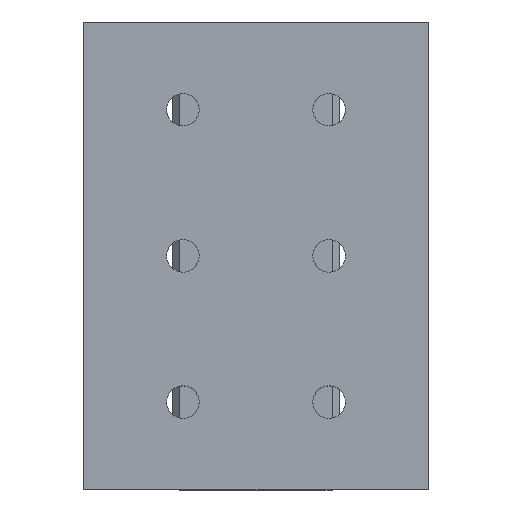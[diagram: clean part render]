
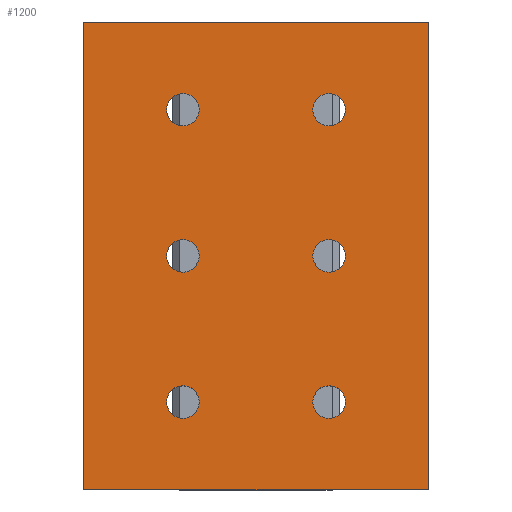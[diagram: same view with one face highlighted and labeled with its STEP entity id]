
A CAD part, top view. The second image highlights one B-rep face of the part: STEP entity #1200.
In plain terms, the highlighted planar face has unit normal (0, 0, 1).
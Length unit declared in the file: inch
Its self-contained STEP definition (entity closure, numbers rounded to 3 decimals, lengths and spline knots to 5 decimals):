
#285=CARTESIAN_POINT('',(-0.243,-0.625,0.14508));
#286=VERTEX_POINT('',#285);
#302=CARTESIAN_POINT('',(-0.382,-0.625,0.14508));
#303=VERTEX_POINT('',#302);
#310=CARTESIAN_POINT('',(-0.3125,-0.625,0.14508));
#311=DIRECTION('',(0.0,0.0,-1.0));
#312=DIRECTION('',(1.0,0.0,0.0));
#313=AXIS2_PLACEMENT_3D('',#310,#311,#312);
#314=CIRCLE('',#313,0.0695);
#315=EDGE_CURVE('',#286,#303,#314,.T.);
#348=CARTESIAN_POINT('',(0.382,0.625,0.14508));
#349=VERTEX_POINT('',#348);
#365=CARTESIAN_POINT('',(0.243,0.625,0.14508));
#366=VERTEX_POINT('',#365);
#373=CARTESIAN_POINT('',(0.3125,0.625,0.14508));
#374=DIRECTION('',(0.0,0.0,-1.0));
#375=DIRECTION('',(1.0,0.0,0.0));
#376=AXIS2_PLACEMENT_3D('',#373,#374,#375);
#377=CIRCLE('',#376,0.0695);
#378=EDGE_CURVE('',#349,#366,#377,.T.);
#411=CARTESIAN_POINT('',(0.382,-0.625,0.14508));
#412=VERTEX_POINT('',#411);
#428=CARTESIAN_POINT('',(0.243,-0.625,0.14508));
#429=VERTEX_POINT('',#428);
#436=CARTESIAN_POINT('',(0.3125,-0.625,0.14508));
#437=DIRECTION('',(0.0,0.0,-1.0));
#438=DIRECTION('',(1.0,0.0,0.0));
#439=AXIS2_PLACEMENT_3D('',#436,#437,#438);
#440=CIRCLE('',#439,0.0695);
#441=EDGE_CURVE('',#412,#429,#440,.T.);
#474=CARTESIAN_POINT('',(-0.243,0.0,0.14508));
#475=VERTEX_POINT('',#474);
#491=CARTESIAN_POINT('',(-0.382,0.,0.14508));
#492=VERTEX_POINT('',#491);
#499=CARTESIAN_POINT('',(-0.3125,0.0,0.14508));
#500=DIRECTION('',(0.0,0.0,-1.0));
#501=DIRECTION('',(1.0,0.0,0.0));
#502=AXIS2_PLACEMENT_3D('',#499,#500,#501);
#503=CIRCLE('',#502,0.0695);
#504=EDGE_CURVE('',#475,#492,#503,.T.);
#537=CARTESIAN_POINT('',(0.382,0.0,0.14508));
#538=VERTEX_POINT('',#537);
#554=CARTESIAN_POINT('',(0.243,0.,0.14508));
#555=VERTEX_POINT('',#554);
#562=CARTESIAN_POINT('',(0.3125,0.0,0.14508));
#563=DIRECTION('',(0.0,0.0,-1.0));
#564=DIRECTION('',(1.0,0.0,0.0));
#565=AXIS2_PLACEMENT_3D('',#562,#563,#564);
#566=CIRCLE('',#565,0.0695);
#567=EDGE_CURVE('',#538,#555,#566,.T.);
#600=CARTESIAN_POINT('',(-0.243,0.625,0.14508));
#601=VERTEX_POINT('',#600);
#617=CARTESIAN_POINT('',(-0.382,0.625,0.14508));
#618=VERTEX_POINT('',#617);
#625=CARTESIAN_POINT('',(-0.3125,0.625,0.14508));
#626=DIRECTION('',(0.0,0.0,-1.0));
#627=DIRECTION('',(1.0,0.0,0.0));
#628=AXIS2_PLACEMENT_3D('',#625,#626,#627);
#629=CIRCLE('',#628,0.0695);
#630=EDGE_CURVE('',#601,#618,#629,.T.);
#662=CARTESIAN_POINT('',(-0.3125,0.625,0.14508));
#663=DIRECTION('',(0.0,0.0,-1.0));
#664=DIRECTION('',(1.0,0.0,0.0));
#665=AXIS2_PLACEMENT_3D('',#662,#663,#664);
#666=CIRCLE('',#665,0.0695);
#667=EDGE_CURVE('',#618,#601,#666,.T.);
#707=CARTESIAN_POINT('',(0.3125,0.0,0.14508));
#708=DIRECTION('',(0.0,0.0,-1.0));
#709=DIRECTION('',(1.0,0.0,0.0));
#710=AXIS2_PLACEMENT_3D('',#707,#708,#709);
#711=CIRCLE('',#710,0.0695);
#712=EDGE_CURVE('',#555,#538,#711,.T.);
#752=CARTESIAN_POINT('',(-0.3125,0.0,0.14508));
#753=DIRECTION('',(0.0,0.0,-1.0));
#754=DIRECTION('',(1.0,0.0,0.0));
#755=AXIS2_PLACEMENT_3D('',#752,#753,#754);
#756=CIRCLE('',#755,0.0695);
#757=EDGE_CURVE('',#492,#475,#756,.T.);
#797=CARTESIAN_POINT('',(0.3125,-0.625,0.14508));
#798=DIRECTION('',(0.0,0.0,-1.0));
#799=DIRECTION('',(1.0,0.0,0.0));
#800=AXIS2_PLACEMENT_3D('',#797,#798,#799);
#801=CIRCLE('',#800,0.0695);
#802=EDGE_CURVE('',#429,#412,#801,.T.);
#842=CARTESIAN_POINT('',(0.3125,0.625,0.14508));
#843=DIRECTION('',(0.0,0.0,-1.0));
#844=DIRECTION('',(1.0,0.0,0.0));
#845=AXIS2_PLACEMENT_3D('',#842,#843,#844);
#846=CIRCLE('',#845,0.0695);
#847=EDGE_CURVE('',#366,#349,#846,.T.);
#887=CARTESIAN_POINT('',(-0.3125,-0.625,0.14508));
#888=DIRECTION('',(0.0,0.0,-1.0));
#889=DIRECTION('',(1.0,0.0,0.0));
#890=AXIS2_PLACEMENT_3D('',#887,#888,#889);
#891=CIRCLE('',#890,0.0695);
#892=EDGE_CURVE('',#303,#286,#891,.T.);
#910=CARTESIAN_POINT('',(-0.73727,1.,0.14508));
#911=VERTEX_POINT('',#910);
#928=CARTESIAN_POINT('',(-0.73727,-1.,0.14508));
#929=VERTEX_POINT('',#928);
#936=CARTESIAN_POINT('',(-0.73727,-1.,0.14508));
#937=DIRECTION('',(0.0,1.0,0.0));
#938=VECTOR('',#937,2.0);
#939=LINE('',#936,#938);
#940=EDGE_CURVE('',#929,#911,#939,.T.);
#1129=CARTESIAN_POINT('',(0.73727,1.,0.14508));
#1130=VERTEX_POINT('',#1129);
#1137=CARTESIAN_POINT('',(0.73727,-1.,0.14508));
#1138=VERTEX_POINT('',#1137);
#1139=CARTESIAN_POINT('',(0.73727,-1.,0.14508));
#1140=DIRECTION('',(0.0,1.0,0.0));
#1141=VECTOR('',#1140,2.0);
#1142=LINE('',#1139,#1141);
#1143=EDGE_CURVE('',#1138,#1130,#1142,.T.);
#1155=CARTESIAN_POINT('',(0.73727,-1.,0.14508));
#1156=DIRECTION('',(0.0,0.0,1.0));
#1157=DIRECTION('',(1.0,0.0,0.0));
#1158=AXIS2_PLACEMENT_3D('',#1155,#1156,#1157);
#1159=PLANE('',#1158);
#1160=CARTESIAN_POINT('',(0.73727,1.,0.14508));
#1161=DIRECTION('',(-1.0,0.0,0.0));
#1162=VECTOR('',#1161,1.47454);
#1163=LINE('',#1160,#1162);
#1164=EDGE_CURVE('',#1130,#911,#1163,.T.);
#1165=ORIENTED_EDGE('',*,*,#1164,.T.);
#1166=ORIENTED_EDGE('',*,*,#940,.F.);
#1167=CARTESIAN_POINT('',(-0.73727,-1.,0.14508));
#1168=DIRECTION('',(1.0,0.0,0.0));
#1169=VECTOR('',#1168,1.47454);
#1170=LINE('',#1167,#1169);
#1171=EDGE_CURVE('',#929,#1138,#1170,.T.);
#1172=ORIENTED_EDGE('',*,*,#1171,.T.);
#1173=ORIENTED_EDGE('',*,*,#1143,.T.);
#1174=EDGE_LOOP('',(#1165,#1166,#1172,#1173));
#1175=FACE_OUTER_BOUND('',#1174,.T.);
#1176=ORIENTED_EDGE('',*,*,#630,.T.);
#1177=ORIENTED_EDGE('',*,*,#667,.T.);
#1178=EDGE_LOOP('',(#1176,#1177));
#1179=FACE_BOUND('',#1178,.T.);
#1180=ORIENTED_EDGE('',*,*,#567,.T.);
#1181=ORIENTED_EDGE('',*,*,#712,.T.);
#1182=EDGE_LOOP('',(#1180,#1181));
#1183=FACE_BOUND('',#1182,.T.);
#1184=ORIENTED_EDGE('',*,*,#504,.T.);
#1185=ORIENTED_EDGE('',*,*,#757,.T.);
#1186=EDGE_LOOP('',(#1184,#1185));
#1187=FACE_BOUND('',#1186,.T.);
#1188=ORIENTED_EDGE('',*,*,#441,.T.);
#1189=ORIENTED_EDGE('',*,*,#802,.T.);
#1190=EDGE_LOOP('',(#1188,#1189));
#1191=FACE_BOUND('',#1190,.T.);
#1192=ORIENTED_EDGE('',*,*,#378,.T.);
#1193=ORIENTED_EDGE('',*,*,#847,.T.);
#1194=EDGE_LOOP('',(#1192,#1193));
#1195=FACE_BOUND('',#1194,.T.);
#1196=ORIENTED_EDGE('',*,*,#315,.T.);
#1197=ORIENTED_EDGE('',*,*,#892,.T.);
#1198=EDGE_LOOP('',(#1196,#1197));
#1199=FACE_BOUND('',#1198,.T.);
#1200=ADVANCED_FACE('',(#1175,#1179,#1183,#1187,#1191,#1195,#1199),#1159,.T.);
